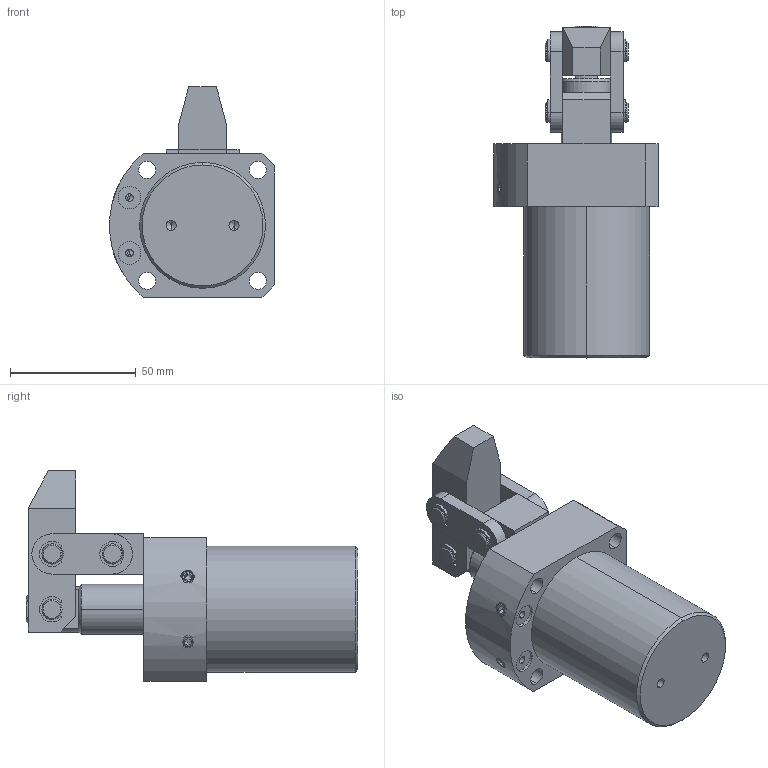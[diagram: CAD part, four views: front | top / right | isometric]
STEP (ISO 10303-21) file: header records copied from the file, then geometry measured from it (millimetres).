
FILE_DESCRIPTION (( 'STEP AP214' ), '1' );
FILE_NAME ('CHLC-FAM32R.STEP', '2019-04-15T00:40:31', ( '' ), ( '' ), 'SwSTEP 2.0', 'SolidWorks 2016', '' );
FILE_SCHEMA (( 'AUTOMOTIVE_DESIGN' ));
Length unit declared in the file: millimetre
Products named in the file (10): CHLC-FAM32R; 揤旋; socket set screw flat point_iso_ISO 4026 - M5 x 6-N; YAKUAI; LHC01D-32-01_1; CHLC-32-08_1; CHLC-32-04_1_1; CHLC-32-03_1; CHLC-32-02_1; CHLC-FAM32-05_1
Assembly tree (17 placements, depth 2):
  CHLC-FAM32R
    CHLC-FAM32-05_1
    CHLC-32-02_1
    CHLC-32-03_1  x2
    CHLC-32-04_1_1  x2
    CHLC-32-08_1
    LHC01D-32-01_1  x6
    YAKUAI
    socket set screw flat point_iso_ISO 4026 - M5 x 6-N  x2
    揤旋
Bounding box: 65.38 x 131.8 x 83.51 mm (x, y, z)
Volume: 220645.3 mm3; surface area: 54212.3 mm2
Topology: 17 solids, 17 shells, 429 faces, 1059 edges, 682 vertices
Faces by surface type: cylinder 224, plane 140, cone 54, bspline 11
Entity records: 13198 total; most frequent: CARTESIAN_POINT 4310, DIRECTION 1259, ORIENTED_EDGE 1192, EDGE_CURVE 596, AXIS2_PLACEMENT_3D 490, VERTEX_POINT 384, EDGE_LOOP 298, LINE 279
